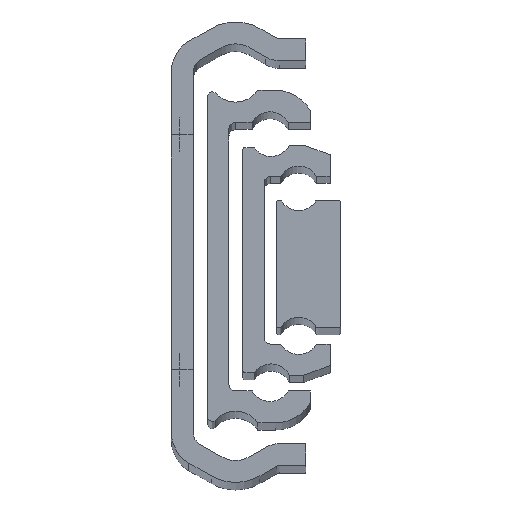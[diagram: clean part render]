
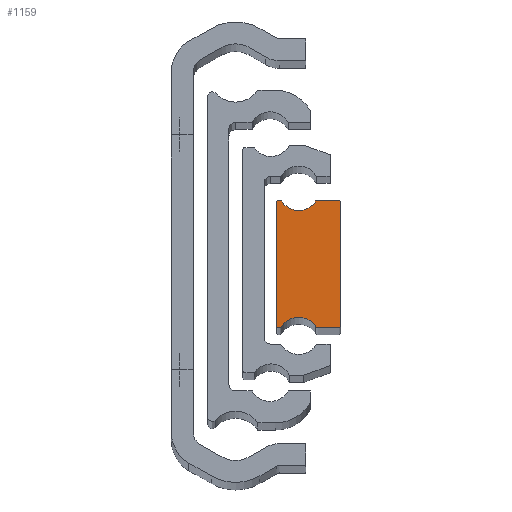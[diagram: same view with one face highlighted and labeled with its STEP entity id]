
A CAD part, top view. The second image highlights one B-rep face of the part: STEP entity #1159.
In plain terms, the highlighted planar face has unit normal (0, 0, 1).
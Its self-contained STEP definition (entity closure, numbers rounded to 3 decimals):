
#78 = CARTESIAN_POINT ( 'NONE',  ( 19.45, -9.5, 601.5 ) ) ;
#83 = CARTESIAN_POINT ( 'NONE',  ( 10.45, -9.5, 601.5 ) ) ;
#86 = CARTESIAN_POINT ( 'NONE',  ( 10.68, 9.5, 601.5 ) ) ;
#110 = CARTESIAN_POINT ( 'NONE',  ( 10.933, -9.361, 601.5 ) ) ;
#124 = CARTESIAN_POINT ( 'NONE',  ( 16.32, -9.5, 601.5 ) ) ;
#125 = CARTESIAN_POINT ( 'NONE',  ( 10.45, 9.5, 601.5 ) ) ;
#139 = CARTESIAN_POINT ( 'NONE',  ( 16.067, -9.361, 601.5 ) ) ;
#157 = CARTESIAN_POINT ( 'NONE',  ( 10.25, 9.3, 601.5 ) ) ;
#159 = CARTESIAN_POINT ( 'NONE',  ( 16.067, 9.361, 601.5 ) ) ;
#160 = CARTESIAN_POINT ( 'NONE',  ( 10.25, -9.3, 601.5 ) ) ;
#164 = CARTESIAN_POINT ( 'NONE',  ( 19.45, 9.5, 601.5 ) ) ;
#168 = CARTESIAN_POINT ( 'NONE',  ( 10.68, -9.5, 601.5 ) ) ;
#175 = CARTESIAN_POINT ( 'NONE',  ( 19.75, 9.2, 601.5 ) ) ;
#176 = CARTESIAN_POINT ( 'NONE',  ( 19.75, -9.2, 601.5 ) ) ;
#179 = CARTESIAN_POINT ( 'NONE',  ( 16.32, 9.5, 601.5 ) ) ;
#185 = CARTESIAN_POINT ( 'NONE',  ( 10.933, 9.361, 601.5 ) ) ;
#556 = CARTESIAN_POINT ( 'NONE',  ( 16.32, -9.5, 601.5 ) ) ;
#557 = DIRECTION ( 'NONE',  ( 1., 0., 0. ) ) ;
#607 = CARTESIAN_POINT ( 'NONE',  ( 19.45, -9.2, 601.5 ) ) ;
#614 = DIRECTION ( 'NONE',  ( 0., 0., 1. ) ) ;
#615 = DIRECTION ( 'NONE',  ( 1., 0., 0. ) ) ;
#775 = LINE ( 'NONE', #556, #776 ) ;
#776 = VECTOR ( 'NONE', #557, 1000. ) ;
#818 = CIRCLE ( 'NONE', #3806, 0.3 ) ;
#853 = VECTOR ( 'NONE', #1273, 1000. ) ;
#855 = LINE ( 'NONE', #1267, #853 ) ;
#857 = VECTOR ( 'NONE', #1293, 1000. ) ;
#868 = LINE ( 'NONE', #1283, #857 ) ;
#871 = CIRCLE ( 'NONE', #3816, 0.3 ) ;
#877 = CIRCLE ( 'NONE', #3813, 3.04 ) ;
#889 = VECTOR ( 'NONE', #1342, 1000. ) ;
#890 = CIRCLE ( 'NONE', #3818, 0.3 ) ;
#896 = LINE ( 'NONE', #1341, #889 ) ;
#898 = VECTOR ( 'NONE', #1350, 1000. ) ;
#904 = LINE ( 'NONE', #1343, #898 ) ;
#908 = LINE ( 'NONE', #1353, #909 ) ;
#909 = VECTOR ( 'NONE', #1354, 1000. ) ;
#972 = CIRCLE ( 'NONE', #3837, 3.04 ) ;
#1013 = CIRCLE ( 'NONE', #1092, 0.3 ) ;
#1014 = CIRCLE ( 'NONE', #1094, 0.3 ) ;
#1028 = CIRCLE ( 'NONE', #1098, 0.2 ) ;
#1040 = CIRCLE ( 'NONE', #1105, 0.3 ) ;
#1042 = CIRCLE ( 'NONE', #1104, 0.2 ) ;
#1092 = AXIS2_PLACEMENT_3D ( 'NONE', #1494, #1501, #1502 ) ;
#1094 = AXIS2_PLACEMENT_3D ( 'NONE', #1497, #1504, #1505 ) ;
#1098 = AXIS2_PLACEMENT_3D ( 'NONE', #1511, #1525, #1526 ) ;
#1104 = AXIS2_PLACEMENT_3D ( 'NONE', #1546, #1555, #1556 ) ;
#1105 = AXIS2_PLACEMENT_3D ( 'NONE', #1539, #1552, #1553 ) ;
#1159 = ADVANCED_FACE ( 'NONE', ( #4065 ), #1931, .T. ) ;
#1267 = CARTESIAN_POINT ( 'NONE',  ( 10.45, -9.5, 601.5 ) ) ;
#1273 = DIRECTION ( 'NONE',  ( 1., 0., 0. ) ) ;
#1283 = CARTESIAN_POINT ( 'NONE',  ( 19.75, -9.2, 601.5 ) ) ;
#1292 = CARTESIAN_POINT ( 'NONE',  ( 10.68, -9.2, 601.5 ) ) ;
#1293 = DIRECTION ( 'NONE',  ( 0., 1., 0. ) ) ;
#1294 = DIRECTION ( 'NONE',  ( 0., 0., 1. ) ) ;
#1295 = DIRECTION ( 'NONE',  ( 1., 0., 0. ) ) ;
#1298 = CARTESIAN_POINT ( 'NONE',  ( 13.5, -10.99, 601.5 ) ) ;
#1304 = DIRECTION ( 'NONE',  ( 0., 0., -1. ) ) ;
#1305 = DIRECTION ( 'NONE',  ( 1., 0., 0. ) ) ;
#1320 = CARTESIAN_POINT ( 'NONE',  ( 19.45, 9.2, 601.5 ) ) ;
#1322 = DIRECTION ( 'NONE',  ( 0., 0., 1. ) ) ;
#1323 = DIRECTION ( 'NONE',  ( 1., 0., 0. ) ) ;
#1341 = CARTESIAN_POINT ( 'NONE',  ( 19.45, 9.5, 601.5 ) ) ;
#1342 = DIRECTION ( 'NONE',  ( -1., 0., 0. ) ) ;
#1343 = CARTESIAN_POINT ( 'NONE',  ( 10.68, 9.5, 601.5 ) ) ;
#1350 = DIRECTION ( 'NONE',  ( -1., 0., 0. ) ) ;
#1353 = CARTESIAN_POINT ( 'NONE',  ( 10.25, 9.3, 601.5 ) ) ;
#1354 = DIRECTION ( 'NONE',  ( 0., -1., 0. ) ) ;
#1436 = CARTESIAN_POINT ( 'NONE',  ( 13.5, 10.99, 601.5 ) ) ;
#1437 = DIRECTION ( 'NONE',  ( 0., 0., -1. ) ) ;
#1438 = DIRECTION ( 'NONE',  ( 1., 0., 0. ) ) ;
#1494 = CARTESIAN_POINT ( 'NONE',  ( 16.32, 9.2, 601.5 ) ) ;
#1497 = CARTESIAN_POINT ( 'NONE',  ( 10.68, 9.2, 601.5 ) ) ;
#1501 = DIRECTION ( 'NONE',  ( 0., 0., 1. ) ) ;
#1502 = DIRECTION ( 'NONE',  ( 1., 0., 0. ) ) ;
#1504 = DIRECTION ( 'NONE',  ( 0., 0., 1. ) ) ;
#1505 = DIRECTION ( 'NONE',  ( 1., 0., 0. ) ) ;
#1511 = CARTESIAN_POINT ( 'NONE',  ( 10.45, 9.3, 601.5 ) ) ;
#1525 = DIRECTION ( 'NONE',  ( 0., 0., 1. ) ) ;
#1526 = DIRECTION ( 'NONE',  ( 1., 0., 0. ) ) ;
#1539 = CARTESIAN_POINT ( 'NONE',  ( 16.32, -9.2, 601.5 ) ) ;
#1546 = CARTESIAN_POINT ( 'NONE',  ( 10.45, -9.3, 601.5 ) ) ;
#1552 = DIRECTION ( 'NONE',  ( 0., 0., 1. ) ) ;
#1553 = DIRECTION ( 'NONE',  ( 1., 0., 0. ) ) ;
#1555 = DIRECTION ( 'NONE',  ( 0., 0., 1. ) ) ;
#1556 = DIRECTION ( 'NONE',  ( 1., 0., 0. ) ) ;
#1925 = CARTESIAN_POINT ( 'NONE',  ( 19.45, 9.2, 601.5 ) ) ;
#1931 = PLANE ( 'NONE',  #3595 ) ;
#2163 = DIRECTION ( 'NONE',  ( 0., 0., 1. ) ) ;
#2310 = DIRECTION ( 'NONE',  ( 1., 0., 0. ) ) ;
#2349 = ORIENTED_EDGE ( 'NONE', *, *, #3477, .T. ) ;
#2354 = ORIENTED_EDGE ( 'NONE', *, *, #3485, .T. ) ;
#2494 = ORIENTED_EDGE ( 'NONE', *, *, #3470, .T. ) ;
#2495 = ORIENTED_EDGE ( 'NONE', *, *, #3573, .T. ) ;
#2505 = ORIENTED_EDGE ( 'NONE', *, *, #3457, .T. ) ;
#2506 = ORIENTED_EDGE ( 'NONE', *, *, #3574, .T. ) ;
#2507 = ORIENTED_EDGE ( 'NONE', *, *, #3411, .T. ) ;
#2550 = ORIENTED_EDGE ( 'NONE', *, *, #3466, .T. ) ;
#2580 = ORIENTED_EDGE ( 'NONE', *, *, #3527, .T. ) ;
#2584 = ORIENTED_EDGE ( 'NONE', *, *, #3553, .T. ) ;
#2595 = ORIENTED_EDGE ( 'NONE', *, *, #3563, .T. ) ;
#2596 = ORIENTED_EDGE ( 'NONE', *, *, #3490, .T. ) ;
#2608 = ORIENTED_EDGE ( 'NONE', *, *, #3488, .T. ) ;
#2609 = ORIENTED_EDGE ( 'NONE', *, *, #3554, .T. ) ;
#2883 = ORIENTED_EDGE ( 'NONE', *, *, #3434, .T. ) ;
#3028 = ORIENTED_EDGE ( 'NONE', *, *, #3465, .T. ) ;
#3135 = VERTEX_POINT ( 'NONE', #78 ) ;
#3140 = VERTEX_POINT ( 'NONE', #83 ) ;
#3143 = VERTEX_POINT ( 'NONE', #86 ) ;
#3167 = VERTEX_POINT ( 'NONE', #110 ) ;
#3181 = VERTEX_POINT ( 'NONE', #124 ) ;
#3182 = VERTEX_POINT ( 'NONE', #125 ) ;
#3196 = VERTEX_POINT ( 'NONE', #139 ) ;
#3214 = VERTEX_POINT ( 'NONE', #157 ) ;
#3216 = VERTEX_POINT ( 'NONE', #159 ) ;
#3217 = VERTEX_POINT ( 'NONE', #160 ) ;
#3221 = VERTEX_POINT ( 'NONE', #164 ) ;
#3225 = VERTEX_POINT ( 'NONE', #168 ) ;
#3232 = VERTEX_POINT ( 'NONE', #175 ) ;
#3233 = VERTEX_POINT ( 'NONE', #176 ) ;
#3236 = VERTEX_POINT ( 'NONE', #179 ) ;
#3242 = VERTEX_POINT ( 'NONE', #185 ) ;
#3411 = EDGE_CURVE ( 'NONE', #3181, #3135, #775, .T. ) ;
#3434 = EDGE_CURVE ( 'NONE', #3135, #3233, #818, .T. ) ;
#3457 = EDGE_CURVE ( 'NONE', #3140, #3225, #855, .T. ) ;
#3465 = EDGE_CURVE ( 'NONE', #3233, #3232, #868, .T. ) ;
#3466 = EDGE_CURVE ( 'NONE', #3225, #3167, #871, .T. ) ;
#3470 = EDGE_CURVE ( 'NONE', #3167, #3196, #877, .T. ) ;
#3477 = EDGE_CURVE ( 'NONE', #3232, #3221, #890, .T. ) ;
#3485 = EDGE_CURVE ( 'NONE', #3221, #3236, #896, .T. ) ;
#3488 = EDGE_CURVE ( 'NONE', #3143, #3182, #904, .T. ) ;
#3490 = EDGE_CURVE ( 'NONE', #3214, #3217, #908, .T. ) ;
#3527 = EDGE_CURVE ( 'NONE', #3216, #3242, #972, .T. ) ;
#3553 = EDGE_CURVE ( 'NONE', #3236, #3216, #1013, .T. ) ;
#3554 = EDGE_CURVE ( 'NONE', #3242, #3143, #1014, .T. ) ;
#3563 = EDGE_CURVE ( 'NONE', #3182, #3214, #1028, .T. ) ;
#3573 = EDGE_CURVE ( 'NONE', #3196, #3181, #1040, .T. ) ;
#3574 = EDGE_CURVE ( 'NONE', #3217, #3140, #1042, .T. ) ;
#3595 = AXIS2_PLACEMENT_3D ( 'NONE', #1925, #2163, #2310 ) ;
#3806 = AXIS2_PLACEMENT_3D ( 'NONE', #607, #614, #615 ) ;
#3813 = AXIS2_PLACEMENT_3D ( 'NONE', #1298, #1304, #1305 ) ;
#3816 = AXIS2_PLACEMENT_3D ( 'NONE', #1292, #1294, #1295 ) ;
#3818 = AXIS2_PLACEMENT_3D ( 'NONE', #1320, #1322, #1323 ) ;
#3837 = AXIS2_PLACEMENT_3D ( 'NONE', #1436, #1437, #1438 ) ;
#4047 = EDGE_LOOP ( 'NONE', ( #2349, #2354, #2584, #2580, #2609, #2608, #2595, #2596, #2506, #2505, #2550, #2494, #2495, #2507, #2883, #3028 ) ) ;
#4065 = FACE_OUTER_BOUND ( 'NONE', #4047, .T. ) ;
